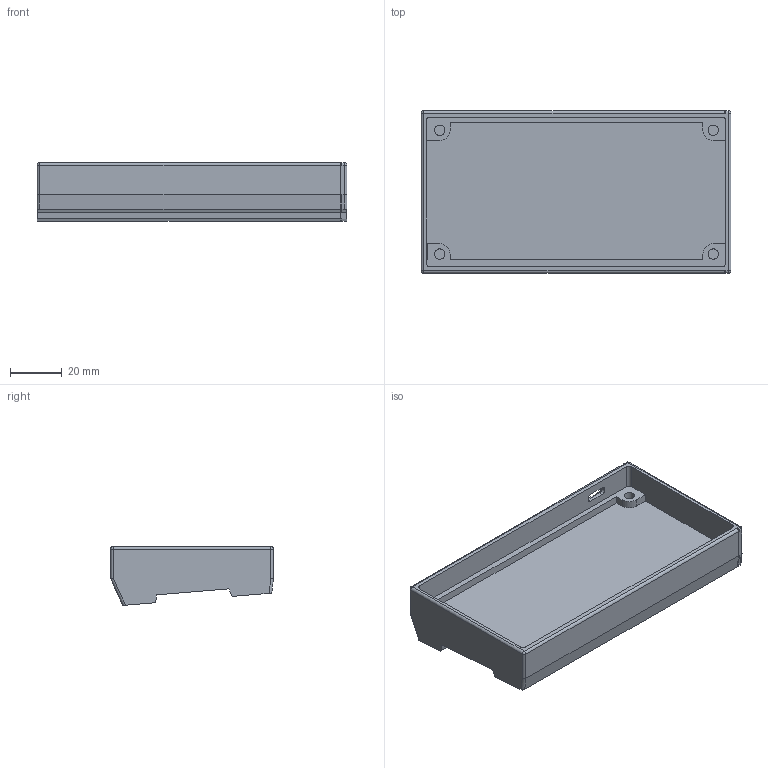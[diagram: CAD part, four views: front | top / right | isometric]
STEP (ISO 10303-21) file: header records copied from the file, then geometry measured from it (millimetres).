
FILE_DESCRIPTION(/* description */ ('KiCad electronic assembly'),/* implementation_level */ '2;1');
FILE_NAME(/* name */ '12KEMP V2.1 LowerCase.step',/* time_stamp */ '2026-02-14T21:43:22-08:00',/* author */ (''),/* organization */ (''),/* preprocessor_version */ 'ST-DEVELOPER v20.1',/* originating_system */ 'Autodesk Translation Framework v14.21.0.0',/* authorisation */ '');
FILE_SCHEMA (('AUTOMOTIVE_DESIGN { 1 0 10303 214 3 1 1 }'));
Length unit declared in the file: millimetre
Products named in the file (2): default 1; Component16
Assembly tree (1 placements, depth 2):
  default 1
    Component16
Bounding box: 120.06 x 63.1 x 22.8 mm (x, y, z)
Volume: 59966.1 mm3; surface area: 26889.9 mm2
Topology: 1 solids, 1 shells, 105 faces, 255 edges, 157 vertices
Faces by surface type: plane 61, cylinder 36, sphere 4, torus 4
Full cylindrical faces by diameter (mm): 4 x4
Entity records: 3164 total; most frequent: CARTESIAN_POINT 592, DIRECTION 537, ORIENTED_EDGE 510, EDGE_CURVE 255, LINE 185, VECTOR 185, AXIS2_PLACEMENT_3D 176, VERTEX_POINT 157
